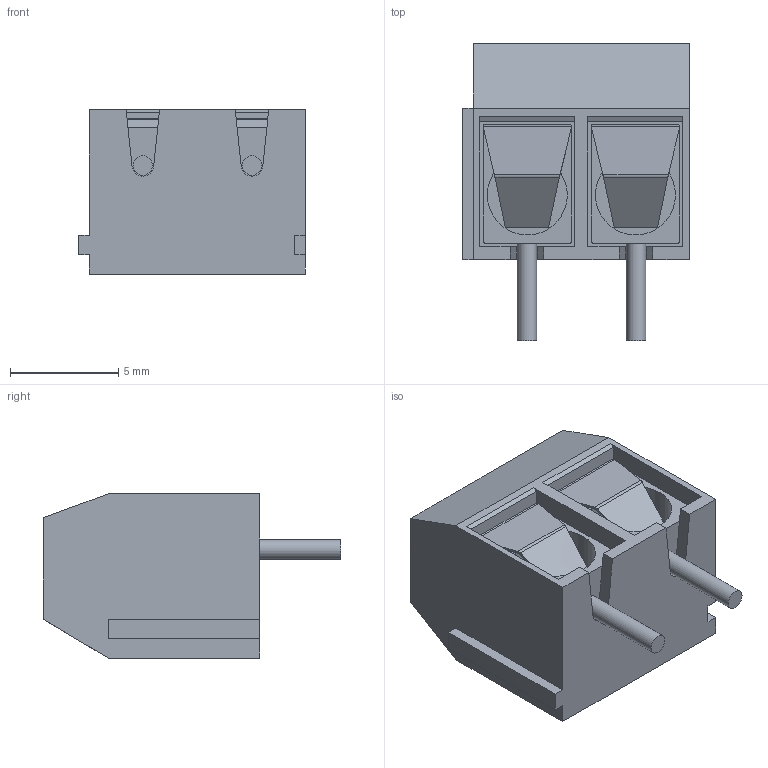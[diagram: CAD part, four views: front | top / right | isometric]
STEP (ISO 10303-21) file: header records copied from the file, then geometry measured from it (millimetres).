
FILE_DESCRIPTION(/* description */ (''),/* implementation_level */ '2;1');
FILE_NAME(/* name */ 'bornera.stp',/* time_stamp */ '2024-10-09T19:30:32+02:00',/* author */ ('owozn'),/* organization */ (''),/* preprocessor_version */ 'ST-DEVELOPER v20',/* originating_system */ 'Autodesk Inventor 2024',/* authorisation */ '');
FILE_SCHEMA (('AUTOMOTIVE_DESIGN { 1 0 10303 214 3 1 1 }'));
Length unit declared in the file: millimetre
Products named in the file (1): bornera
Bounding box: 10.5 x 13.75 x 7.6 mm (x, y, z)
Volume: 572.9 mm3; surface area: 1118.4 mm2
Topology: 1 solids, 1 shells, 131 faces, 336 edges, 218 vertices
Faces by surface type: plane 95, cylinder 22, bspline 12, sphere 2
Full cylindrical faces by diameter (mm): 0.5 x2, 0.9 x2, 1.8 x2, 3.5 x2, 3.7 x2
Entity records: 4217 total; most frequent: CARTESIAN_POINT 862, ORIENTED_EDGE 672, DIRECTION 656, EDGE_CURVE 336, LINE 248, VECTOR 248, VERTEX_POINT 218, AXIS2_PLACEMENT_3D 204
